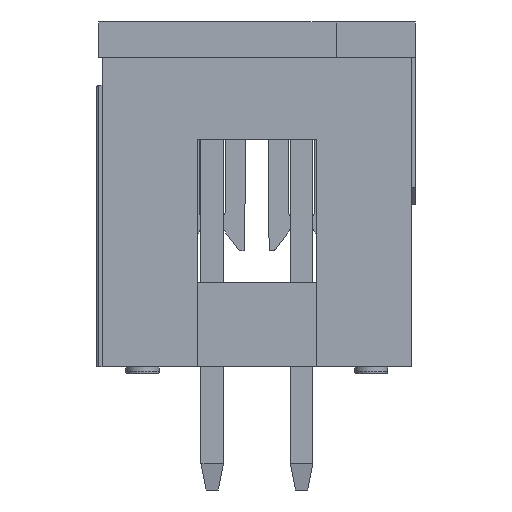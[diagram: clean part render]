
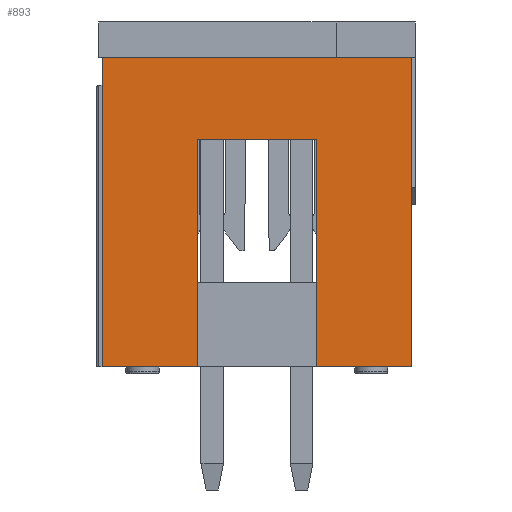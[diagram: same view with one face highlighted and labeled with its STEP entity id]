
A CAD part, left-side view. The second image highlights one B-rep face of the part: STEP entity #893.
In plain terms, the highlighted planar face has unit normal (-1, 0, 0).
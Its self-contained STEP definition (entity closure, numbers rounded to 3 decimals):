
#198=CARTESIAN_POINT('',(-16.51,4.4,0.));
#199=VERTEX_POINT('',#198);
#206=CARTESIAN_POINT('',(-16.51,-4.4,0.));
#207=VERTEX_POINT('',#206);
#208=CARTESIAN_POINT('',(-16.51,4.4,0.));
#209=DIRECTION('',(0.,-1.,0.));
#210=VECTOR('',#209,8.8);
#211=LINE('',#208,#210);
#212=EDGE_CURVE('',#199,#207,#211,.T.);
#500=CARTESIAN_POINT('',(-16.51,-4.4,-8.8));
#501=VERTEX_POINT('',#500);
#502=CARTESIAN_POINT('',(-16.51,-4.4,0.));
#503=DIRECTION('',(0.,0.,-1.));
#504=VECTOR('',#503,8.8);
#505=LINE('',#502,#504);
#506=EDGE_CURVE('',#207,#501,#505,.T.);
#838=CARTESIAN_POINT('',(-16.51,0.,-4.4));
#839=DIRECTION('',(0.,-1.,0.));
#840=DIRECTION('',(-1.,0.,0.));
#841=AXIS2_PLACEMENT_3D('',#838,#840,#839);
#842=PLANE('',#841);
#843=CARTESIAN_POINT('',(-16.51,4.4,-8.8));
#844=VERTEX_POINT('',#843);
#845=CARTESIAN_POINT('',(-16.51,4.4,0.));
#846=DIRECTION('',(0.,0.,-1.));
#847=VECTOR('',#846,8.8);
#848=LINE('',#845,#847);
#849=EDGE_CURVE('',#199,#844,#848,.T.);
#850=ORIENTED_EDGE('',*,*,#849,.T.);
#851=CARTESIAN_POINT('',(-16.51,1.7,-8.8));
#852=VERTEX_POINT('',#851);
#853=CARTESIAN_POINT('',(-16.51,4.4,-8.8));
#854=DIRECTION('',(0.,-1.,0.));
#855=VECTOR('',#854,2.7);
#856=LINE('',#853,#855);
#857=EDGE_CURVE('',#844,#852,#856,.T.);
#858=ORIENTED_EDGE('',*,*,#857,.T.);
#859=CARTESIAN_POINT('',(-16.51,1.7,-2.34));
#860=VERTEX_POINT('',#859);
#861=CARTESIAN_POINT('',(-16.51,1.7,-8.8));
#862=DIRECTION('',(0.,0.,1.));
#863=VECTOR('',#862,6.46);
#864=LINE('',#861,#863);
#865=EDGE_CURVE('',#852,#860,#864,.T.);
#866=ORIENTED_EDGE('',*,*,#865,.T.);
#867=CARTESIAN_POINT('',(-16.51,-1.7,-2.34));
#868=VERTEX_POINT('',#867);
#869=CARTESIAN_POINT('',(-16.51,1.7,-2.34));
#870=DIRECTION('',(0.,-1.,0.));
#871=VECTOR('',#870,3.4);
#872=LINE('',#869,#871);
#873=EDGE_CURVE('',#860,#868,#872,.T.);
#874=ORIENTED_EDGE('',*,*,#873,.T.);
#875=CARTESIAN_POINT('',(-16.51,-1.7,-8.8));
#876=VERTEX_POINT('',#875);
#877=CARTESIAN_POINT('',(-16.51,-1.7,-2.34));
#878=DIRECTION('',(0.,0.,-1.));
#879=VECTOR('',#878,6.46);
#880=LINE('',#877,#879);
#881=EDGE_CURVE('',#868,#876,#880,.T.);
#882=ORIENTED_EDGE('',*,*,#881,.T.);
#883=CARTESIAN_POINT('',(-16.51,-1.7,-8.8));
#884=DIRECTION('',(0.,-1.,0.));
#885=VECTOR('',#884,2.7);
#886=LINE('',#883,#885);
#887=EDGE_CURVE('',#876,#501,#886,.T.);
#888=ORIENTED_EDGE('',*,*,#887,.T.);
#889=ORIENTED_EDGE('',*,*,#506,.F.);
#890=ORIENTED_EDGE('',*,*,#212,.F.);
#891=EDGE_LOOP('',(#850,#858,#866,#874,#882,#888,#889,#890));
#892=FACE_OUTER_BOUND('',#891,.T.);
#893=ADVANCED_FACE('',(#892),#842,.T.);
